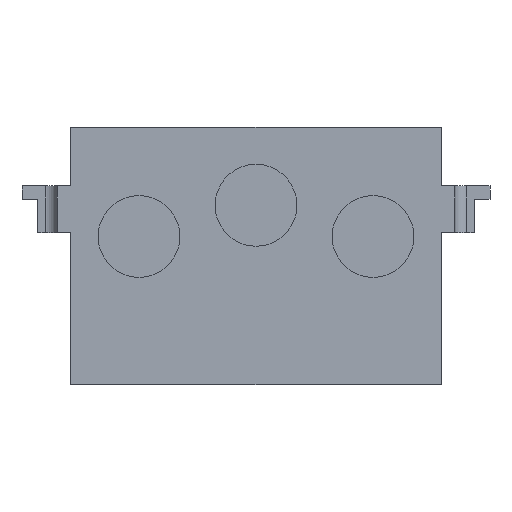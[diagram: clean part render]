
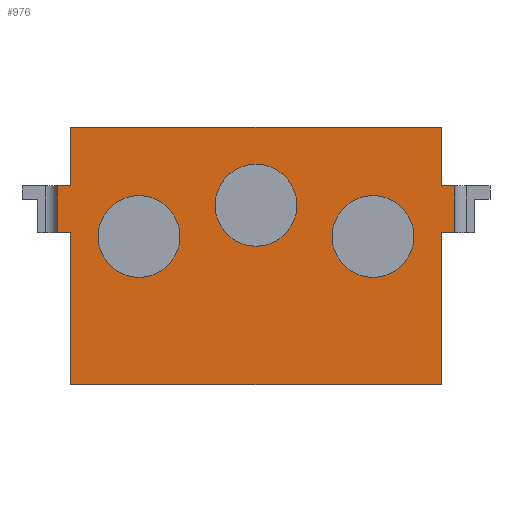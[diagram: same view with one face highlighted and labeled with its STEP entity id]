
A CAD part, left-side view. The second image highlights one B-rep face of the part: STEP entity #976.
In plain terms, the highlighted planar face has unit normal (-1, 0, 0).
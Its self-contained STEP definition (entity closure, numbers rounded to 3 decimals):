
#10 = CARTESIAN_POINT ( 'NONE',  ( 0., -51., 6. ) ) ;
#17 = CARTESIAN_POINT ( 'NONE',  ( 0., 47.5, -33. ) ) ;
#21 = EDGE_CURVE ( 'NONE', #519, #322, #24, .T. ) ;
#23 = AXIS2_PLACEMENT_3D ( 'NONE', #994, #117, #604 ) ;
#24 = LINE ( 'NONE', #911, #420 ) ;
#44 = AXIS2_PLACEMENT_3D ( 'NONE', #450, #1080, #188 ) ;
#48 = VERTEX_POINT ( 'NONE', #743 ) ;
#57 = DIRECTION ( 'NONE',  ( 1., 0., 0. ) ) ;
#69 = VECTOR ( 'NONE', #1094, 1000. ) ;
#81 = ORIENTED_EDGE ( 'NONE', *, *, #926, .T. ) ;
#97 = CARTESIAN_POINT ( 'NONE',  ( 0., 51., 6. ) ) ;
#104 = DIRECTION ( 'NONE',  ( 0., -1., 0. ) ) ;
#105 = EDGE_CURVE ( 'NONE', #894, #322, #1234, .T. ) ;
#117 = DIRECTION ( 'NONE',  ( 1., 0., 0. ) ) ;
#121 = VERTEX_POINT ( 'NONE', #957 ) ;
#125 = VERTEX_POINT ( 'NONE', #531 ) ;
#128 = VECTOR ( 'NONE', #786, 1000. ) ;
#130 = AXIS2_PLACEMENT_3D ( 'NONE', #485, #490, #1287 ) ;
#137 = CARTESIAN_POINT ( 'NONE',  ( 0., 47.5, 33. ) ) ;
#140 = PLANE ( 'NONE',  #641 ) ;
#148 = CARTESIAN_POINT ( 'NONE',  ( 0., 47.5, 33. ) ) ;
#154 = FACE_BOUND ( 'NONE', #828, .T. ) ;
#159 = AXIS2_PLACEMENT_3D ( 'NONE', #579, #1264, #985 ) ;
#180 = CARTESIAN_POINT ( 'NONE',  ( 0., 0., 13. ) ) ;
#181 = DIRECTION ( 'NONE',  ( 0., 0., -1. ) ) ;
#188 = DIRECTION ( 'NONE',  ( 0., 0., -1. ) ) ;
#196 = CARTESIAN_POINT ( 'NONE',  ( 0., 0., 2.502 ) ) ;
#207 = CARTESIAN_POINT ( 'NONE',  ( 0., 47.5, 33. ) ) ;
#217 = VERTEX_POINT ( 'NONE', #1283 ) ;
#225 = CARTESIAN_POINT ( 'NONE',  ( 0., -56., 6. ) ) ;
#232 = LINE ( 'NONE', #693, #69 ) ;
#237 = DIRECTION ( 'NONE',  ( 0., 0., -1. ) ) ;
#249 = AXIS2_PLACEMENT_3D ( 'NONE', #180, #1280, #765 ) ;
#252 = EDGE_CURVE ( 'NONE', #372, #121, #763, .T. ) ;
#253 = ORIENTED_EDGE ( 'NONE', *, *, #105, .T. ) ;
#266 = VERTEX_POINT ( 'NONE', #1090 ) ;
#270 = DIRECTION ( 'NONE',  ( 0., 0., 1. ) ) ;
#283 = CARTESIAN_POINT ( 'NONE',  ( 0., 47.5, 18. ) ) ;
#284 = VERTEX_POINT ( 'NONE', #196 ) ;
#308 = CARTESIAN_POINT ( 'NONE',  ( 0., 47.5, 33. ) ) ;
#320 = DIRECTION ( 'NONE',  ( 0., 0., -1. ) ) ;
#322 = VERTEX_POINT ( 'NONE', #283 ) ;
#324 = CARTESIAN_POINT ( 'NONE',  ( 0., 47.5, 6. ) ) ;
#333 = CARTESIAN_POINT ( 'NONE',  ( 0., 47.5, 33. ) ) ;
#337 = EDGE_CURVE ( 'NONE', #1097, #966, #714, .T. ) ;
#355 = ORIENTED_EDGE ( 'NONE', *, *, #829, .T. ) ;
#360 = CARTESIAN_POINT ( 'NONE',  ( 0., -47.5, 33. ) ) ;
#361 = CARTESIAN_POINT ( 'NONE',  ( 0., -47.5, 33. ) ) ;
#371 = EDGE_CURVE ( 'NONE', #1055, #1266, #909, .T. ) ;
#372 = VERTEX_POINT ( 'NONE', #10 ) ;
#383 = AXIS2_PLACEMENT_3D ( 'NONE', #1110, #491, #320 ) ;
#387 = CARTESIAN_POINT ( 'NONE',  ( 0., 60., 18. ) ) ;
#390 = VECTOR ( 'NONE', #785, 1000. ) ;
#400 = LINE ( 'NONE', #137, #748 ) ;
#406 = ORIENTED_EDGE ( 'NONE', *, *, #427, .T. ) ;
#409 = DIRECTION ( 'NONE',  ( 0., -1., 0. ) ) ;
#414 = DIRECTION ( 'NONE',  ( 0., 1., 0. ) ) ;
#420 = VECTOR ( 'NONE', #1219, 1000. ) ;
#427 = EDGE_CURVE ( 'NONE', #463, #1241, #698, .T. ) ;
#442 = EDGE_CURVE ( 'NONE', #125, #768, #1096, .T. ) ;
#450 = CARTESIAN_POINT ( 'NONE',  ( 0., 30., 5. ) ) ;
#457 = ORIENTED_EDGE ( 'NONE', *, *, #779, .F. ) ;
#463 = VERTEX_POINT ( 'NONE', #598 ) ;
#485 = CARTESIAN_POINT ( 'NONE',  ( 0., 0., 13. ) ) ;
#489 = LINE ( 'NONE', #97, #390 ) ;
#490 = DIRECTION ( 'NONE',  ( 1., 0., 0. ) ) ;
#491 = DIRECTION ( 'NONE',  ( 1., 0., 0. ) ) ;
#519 = VERTEX_POINT ( 'NONE', #523 ) ;
#520 = EDGE_LOOP ( 'NONE', ( #632, #1129 ) ) ;
#523 = CARTESIAN_POINT ( 'NONE',  ( 0., 51., 18. ) ) ;
#526 = VERTEX_POINT ( 'NONE', #835 ) ;
#531 = CARTESIAN_POINT ( 'NONE',  ( 0., 47.5, -33. ) ) ;
#532 = ORIENTED_EDGE ( 'NONE', *, *, #1259, .F. ) ;
#550 = VECTOR ( 'NONE', #181, 1000. ) ;
#554 = ORIENTED_EDGE ( 'NONE', *, *, #669, .F. ) ;
#568 = VECTOR ( 'NONE', #237, 1000. ) ;
#574 = ORIENTED_EDGE ( 'NONE', *, *, #1109, .T. ) ;
#577 = LINE ( 'NONE', #360, #1196 ) ;
#578 = LINE ( 'NONE', #361, #550 ) ;
#579 = CARTESIAN_POINT ( 'NONE',  ( 0., -30., 5. ) ) ;
#596 = LINE ( 'NONE', #387, #639 ) ;
#598 = CARTESIAN_POINT ( 'NONE',  ( 0., 30., 15.498 ) ) ;
#604 = DIRECTION ( 'NONE',  ( 0., 0., -1. ) ) ;
#625 = CARTESIAN_POINT ( 'NONE',  ( 0., 30., -5.498 ) ) ;
#632 = ORIENTED_EDGE ( 'NONE', *, *, #337, .T. ) ;
#634 = DIRECTION ( 'NONE',  ( 0., 0., -1. ) ) ;
#639 = VECTOR ( 'NONE', #104, 1000. ) ;
#640 = CARTESIAN_POINT ( 'NONE',  ( 0., -30., 15.498 ) ) ;
#641 = AXIS2_PLACEMENT_3D ( 'NONE', #148, #57, #634 ) ;
#654 = VECTOR ( 'NONE', #414, 1000. ) ;
#669 = EDGE_CURVE ( 'NONE', #526, #266, #578, .T. ) ;
#693 = CARTESIAN_POINT ( 'NONE',  ( 0., -56., 6. ) ) ;
#698 = CIRCLE ( 'NONE', #383, 10.498 ) ;
#711 = EDGE_LOOP ( 'NONE', ( #1133, #81 ) ) ;
#714 = CIRCLE ( 'NONE', #159, 10.498 ) ;
#743 = CARTESIAN_POINT ( 'NONE',  ( 0., -47.5, 6. ) ) ;
#748 = VECTOR ( 'NONE', #1214, 1000. ) ;
#763 = LINE ( 'NONE', #782, #924 ) ;
#765 = DIRECTION ( 'NONE',  ( 0., 0., -1. ) ) ;
#768 = VERTEX_POINT ( 'NONE', #968 ) ;
#779 = EDGE_CURVE ( 'NONE', #266, #121, #596, .T. ) ;
#782 = CARTESIAN_POINT ( 'NONE',  ( 0., -51., 6. ) ) ;
#785 = DIRECTION ( 'NONE',  ( 0., 0., 1. ) ) ;
#786 = DIRECTION ( 'NONE',  ( 0., 0., -1. ) ) ;
#797 = ORIENTED_EDGE ( 'NONE', *, *, #1257, .F. ) ;
#824 = FACE_BOUND ( 'NONE', #711, .T. ) ;
#828 = EDGE_LOOP ( 'NONE', ( #574, #406 ) ) ;
#829 = EDGE_CURVE ( 'NONE', #1055, #125, #1006, .T. ) ;
#835 = CARTESIAN_POINT ( 'NONE',  ( 0., -47.5, 33. ) ) ;
#863 = EDGE_CURVE ( 'NONE', #966, #1097, #1194, .T. ) ;
#875 = CIRCLE ( 'NONE', #249, 10.498 ) ;
#894 = VERTEX_POINT ( 'NONE', #207 ) ;
#906 = ORIENTED_EDGE ( 'NONE', *, *, #1244, .F. ) ;
#909 = LINE ( 'NONE', #225, #654 ) ;
#911 = CARTESIAN_POINT ( 'NONE',  ( 0., 60., 18. ) ) ;
#924 = VECTOR ( 'NONE', #270, 1000. ) ;
#926 = EDGE_CURVE ( 'NONE', #217, #284, #1061, .T. ) ;
#929 = VECTOR ( 'NONE', #409, 1000. ) ;
#931 = ORIENTED_EDGE ( 'NONE', *, *, #252, .T. ) ;
#933 = ORIENTED_EDGE ( 'NONE', *, *, #1114, .F. ) ;
#946 = FACE_BOUND ( 'NONE', #520, .T. ) ;
#957 = CARTESIAN_POINT ( 'NONE',  ( 0., -51., 18. ) ) ;
#960 = DIRECTION ( 'NONE',  ( 0., 0., -1. ) ) ;
#966 = VERTEX_POINT ( 'NONE', #640 ) ;
#968 = CARTESIAN_POINT ( 'NONE',  ( 0., -47.5, -33. ) ) ;
#976 = ADVANCED_FACE ( 'NONE', ( #946, #154, #824, #1231 ), #140, .F. ) ;
#985 = DIRECTION ( 'NONE',  ( 0., 0., -1. ) ) ;
#994 = CARTESIAN_POINT ( 'NONE',  ( 0., -30., 5. ) ) ;
#1006 = LINE ( 'NONE', #308, #128 ) ;
#1022 = EDGE_LOOP ( 'NONE', ( #253, #1278, #797, #1204, #355, #1290, #933, #906, #931, #457, #554, #532 ) ) ;
#1055 = VERTEX_POINT ( 'NONE', #324 ) ;
#1061 = CIRCLE ( 'NONE', #130, 10.498 ) ;
#1080 = DIRECTION ( 'NONE',  ( 1., 0., 0. ) ) ;
#1090 = CARTESIAN_POINT ( 'NONE',  ( 0., -47.5, 18. ) ) ;
#1094 = DIRECTION ( 'NONE',  ( 0., 1., 0. ) ) ;
#1096 = LINE ( 'NONE', #17, #929 ) ;
#1097 = VERTEX_POINT ( 'NONE', #1187 ) ;
#1109 = EDGE_CURVE ( 'NONE', #1241, #463, #1273, .T. ) ;
#1110 = CARTESIAN_POINT ( 'NONE',  ( 0., 30., 5. ) ) ;
#1114 = EDGE_CURVE ( 'NONE', #48, #768, #577, .T. ) ;
#1129 = ORIENTED_EDGE ( 'NONE', *, *, #863, .T. ) ;
#1130 = CARTESIAN_POINT ( 'NONE',  ( 0., 51., 6. ) ) ;
#1133 = ORIENTED_EDGE ( 'NONE', *, *, #1141, .T. ) ;
#1141 = EDGE_CURVE ( 'NONE', #284, #217, #875, .T. ) ;
#1187 = CARTESIAN_POINT ( 'NONE',  ( 0., -30., -5.498 ) ) ;
#1194 = CIRCLE ( 'NONE', #23, 10.498 ) ;
#1196 = VECTOR ( 'NONE', #960, 1000. ) ;
#1204 = ORIENTED_EDGE ( 'NONE', *, *, #371, .F. ) ;
#1214 = DIRECTION ( 'NONE',  ( 0., -1., 0. ) ) ;
#1219 = DIRECTION ( 'NONE',  ( 0., -1., 0. ) ) ;
#1231 = FACE_OUTER_BOUND ( 'NONE', #1022, .T. ) ;
#1234 = LINE ( 'NONE', #333, #568 ) ;
#1241 = VERTEX_POINT ( 'NONE', #625 ) ;
#1244 = EDGE_CURVE ( 'NONE', #372, #48, #232, .T. ) ;
#1257 = EDGE_CURVE ( 'NONE', #1266, #519, #489, .T. ) ;
#1259 = EDGE_CURVE ( 'NONE', #894, #526, #400, .T. ) ;
#1264 = DIRECTION ( 'NONE',  ( 1., 0., 0. ) ) ;
#1266 = VERTEX_POINT ( 'NONE', #1130 ) ;
#1273 = CIRCLE ( 'NONE', #44, 10.498 ) ;
#1278 = ORIENTED_EDGE ( 'NONE', *, *, #21, .F. ) ;
#1280 = DIRECTION ( 'NONE',  ( 1., 0., 0. ) ) ;
#1283 = CARTESIAN_POINT ( 'NONE',  ( 0., 0., 23.498 ) ) ;
#1287 = DIRECTION ( 'NONE',  ( 0., 0., -1. ) ) ;
#1290 = ORIENTED_EDGE ( 'NONE', *, *, #442, .T. ) ;
